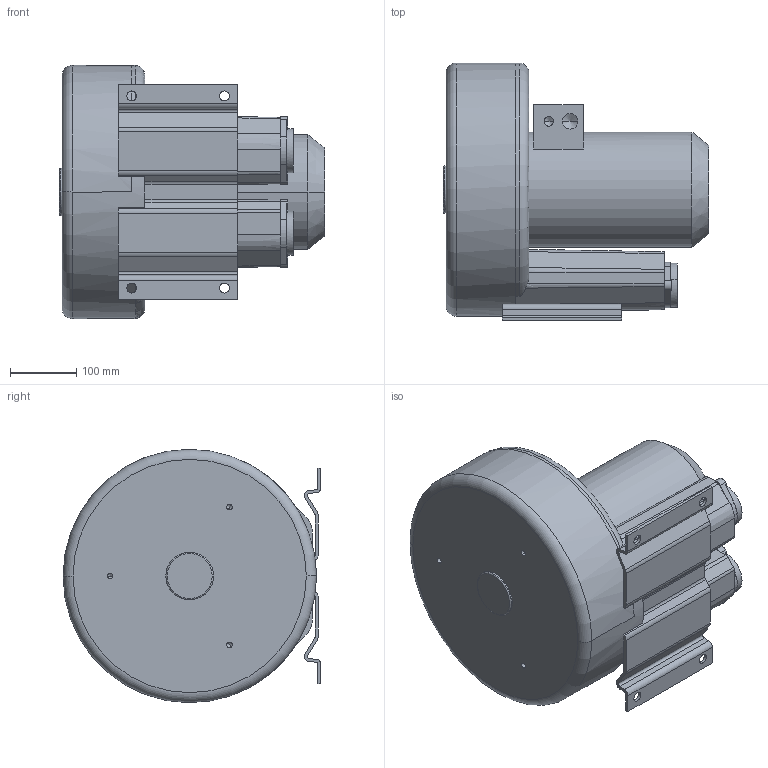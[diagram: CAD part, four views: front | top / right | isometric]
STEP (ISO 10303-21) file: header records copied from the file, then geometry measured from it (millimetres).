
FILE_DESCRIPTION((''),'2;1');
FILE_NAME('VSC0315_1MP221_ASM','2015-03-22T',('rnennstiel'),('vacuvane vacuum technology gmbh'),'PRO/ENGINEER BY PARAMETRIC TECHNOLOGY CORPORATION, 2010140','PRO/ENGINEER BY PARAMETRIC TECHNOLOGY CORPORATION, 2010140','');
FILE_SCHEMA(('AUTOMOTIVE_DESIGN_CC2 { 1 2 10303 214 -1 1 5 2 }'));
Length unit declared in the file: millimetre
Products named in the file (3): VSC0315_1MP221; GEWINDEFLANSCH_2_ZOLL; VSC0315_1MP221_ASM
Assembly tree (3 placements, depth 2):
  VSC0315_1MP221_ASM
    VSC0315_1MP221
    GEWINDEFLANSCH_2_ZOLL  x2
Bounding box: 400 x 389 x 382 mm (x, y, z)
Volume: 22334320 mm3; surface area: 949836 mm2
Topology: 3 solids, 3 shells, 945 faces, 2629 edges, 1734 vertices
Faces by surface type: extrusion 414, plane 342, cylinder 135, cone 49, torus 5
Entity records: 32041 total; most frequent: CARTESIAN_POINT 9930, ORIENTED_EDGE 5002, DIRECTION 3339, EDGE_CURVE 2501, VERTEX_POINT 1664, VECTOR 1631, B_SPLINE_CURVE_WITH_KNOTS 1351, LINE 1217
